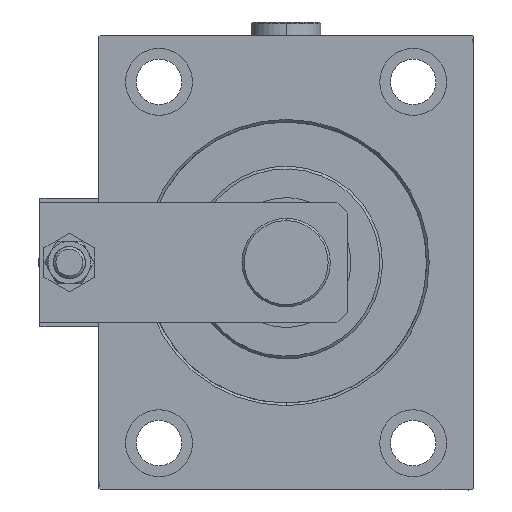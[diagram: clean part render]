
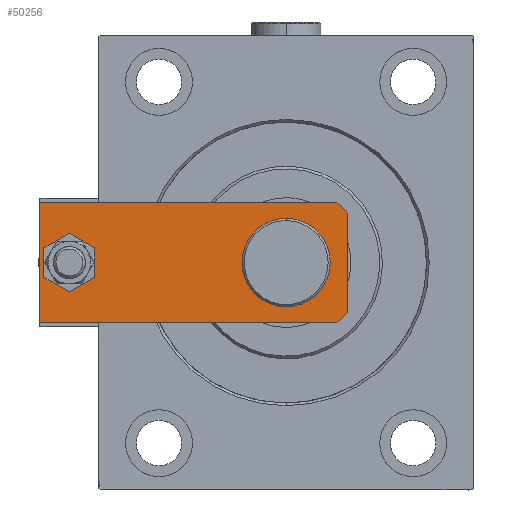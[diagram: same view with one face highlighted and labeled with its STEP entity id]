
A CAD part, left-side view. The second image highlights one B-rep face of the part: STEP entity #50256.
In plain terms, the highlighted face is planar.
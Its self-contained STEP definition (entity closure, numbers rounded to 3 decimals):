
#86 = AXIS2_PLACEMENT_3D ( 'NONE', #46876, #38540, #26548 ) ;
#342 = CARTESIAN_POINT ( 'NONE',  ( 16.5, 23., 12. ) ) ;
#402 = EDGE_CURVE ( 'NONE', #47236, #11596, #17451, .T. ) ;
#3050 = AXIS2_PLACEMENT_3D ( 'NONE', #50540, #7055, #50029 ) ;
#3681 = CARTESIAN_POINT ( 'NONE',  ( -16.5, 23., 12. ) ) ;
#3799 = CARTESIAN_POINT ( 'NONE',  ( -22.5, 0., 12. ) ) ;
#6431 = CARTESIAN_POINT ( 'NONE',  ( 9.25, -9.25, 12. ) ) ;
#6931 = CARTESIAN_POINT ( 'NONE',  ( 0., 104., 12. ) ) ;
#7055 = DIRECTION ( 'NONE',  ( 0., 0., 1. ) ) ;
#7904 = DIRECTION ( 'NONE',  ( 1., 0., 0. ) ) ;
#8383 = VERTEX_POINT ( 'NONE', #48004 ) ;
#8626 = CARTESIAN_POINT ( 'NONE',  ( -22.5, 115., 12. ) ) ;
#10012 = EDGE_LOOP ( 'NONE', ( #11684, #42884, #37283, #33579, #16928, #40951 ) ) ;
#10356 = EDGE_CURVE ( 'NONE', #8383, #11821, #23213, .T. ) ;
#10952 = FACE_OUTER_BOUND ( 'NONE', #10012, .T. ) ;
#11101 = EDGE_CURVE ( 'NONE', #51279, #31458, #15879, .T. ) ;
#11596 = VERTEX_POINT ( 'NONE', #15679 ) ;
#11684 = ORIENTED_EDGE ( 'NONE', *, *, #402, .T. ) ;
#11821 = VERTEX_POINT ( 'NONE', #49523 ) ;
#11873 = EDGE_CURVE ( 'NONE', #11596, #18616, #13830, .T. ) ;
#12424 = AXIS2_PLACEMENT_3D ( 'NONE', #35173, #27604, #15391 ) ;
#12582 = EDGE_CURVE ( 'NONE', #32187, #16736, #17633, .T. ) ;
#12996 = DIRECTION ( 'NONE',  ( 0., 0., 1. ) ) ;
#13830 = LINE ( 'NONE', #38295, #19249 ) ;
#13989 = EDGE_CURVE ( 'NONE', #41391, #8383, #21799, .T. ) ;
#14600 = PLANE ( 'NONE',  #3050 ) ;
#14637 = ORIENTED_EDGE ( 'NONE', *, *, #51321, .F. ) ;
#15252 = LINE ( 'NONE', #3799, #47690 ) ;
#15391 = DIRECTION ( 'NONE',  ( 1., 0., 0. ) ) ;
#15679 = CARTESIAN_POINT ( 'NONE',  ( -22.5, 4., 12. ) ) ;
#15722 = EDGE_LOOP ( 'NONE', ( #32160, #14637 ) ) ;
#15879 = CIRCLE ( 'NONE', #86, 16.5 ) ;
#16378 = CARTESIAN_POINT ( 'NONE',  ( 22.5, 115., 12. ) ) ;
#16736 = VERTEX_POINT ( 'NONE', #48742 ) ;
#16928 = ORIENTED_EDGE ( 'NONE', *, *, #10356, .T. ) ;
#17451 = LINE ( 'NONE', #8626, #46399 ) ;
#17633 = CIRCLE ( 'NONE', #48404, 7. ) ;
#18616 = VERTEX_POINT ( 'NONE', #43707 ) ;
#19249 = VECTOR ( 'NONE', #50025, 1000. ) ;
#19699 = EDGE_CURVE ( 'NONE', #18616, #41391, #15252, .T. ) ;
#20787 = DIRECTION ( 'NONE',  ( -1., 0., 0. ) ) ;
#21799 = LINE ( 'NONE', #6431, #35948 ) ;
#22057 = DIRECTION ( 'NONE',  ( 0.707, 0.707, 0. ) ) ;
#22496 = VECTOR ( 'NONE', #35708, 1000. ) ;
#23213 = LINE ( 'NONE', #51100, #22496 ) ;
#25116 = AXIS2_PLACEMENT_3D ( 'NONE', #43998, #12996, #28354 ) ;
#26248 = DIRECTION ( 'NONE',  ( 1., 0., 0. ) ) ;
#26305 = FACE_BOUND ( 'NONE', #15722, .T. ) ;
#26548 = DIRECTION ( 'NONE',  ( 1., 0., 0. ) ) ;
#26656 = CARTESIAN_POINT ( 'NONE',  ( -7., 104., 12. ) ) ;
#27604 = DIRECTION ( 'NONE',  ( 0., 0., 1. ) ) ;
#28354 = DIRECTION ( 'NONE',  ( 1., 0., 0. ) ) ;
#28817 = EDGE_LOOP ( 'NONE', ( #32428, #37524 ) ) ;
#29516 = EDGE_CURVE ( 'NONE', #11821, #47236, #32513, .T. ) ;
#31458 = VERTEX_POINT ( 'NONE', #342 ) ;
#32160 = ORIENTED_EDGE ( 'NONE', *, *, #12582, .F. ) ;
#32187 = VERTEX_POINT ( 'NONE', #26656 ) ;
#32428 = ORIENTED_EDGE ( 'NONE', *, *, #11101, .F. ) ;
#32513 = LINE ( 'NONE', #16378, #39016 ) ;
#33579 = ORIENTED_EDGE ( 'NONE', *, *, #13989, .T. ) ;
#35173 = CARTESIAN_POINT ( 'NONE',  ( 0., 104., 12. ) ) ;
#35685 = CIRCLE ( 'NONE', #12424, 7. ) ;
#35708 = DIRECTION ( 'NONE',  ( 0., 1., 0. ) ) ;
#35948 = VECTOR ( 'NONE', #22057, 1000. ) ;
#37283 = ORIENTED_EDGE ( 'NONE', *, *, #19699, .T. ) ;
#37409 = CARTESIAN_POINT ( 'NONE',  ( -22.5, 115., 12. ) ) ;
#37524 = ORIENTED_EDGE ( 'NONE', *, *, #39931, .F. ) ;
#38295 = CARTESIAN_POINT ( 'NONE',  ( -9.25, -9.25, 12. ) ) ;
#38427 = DIRECTION ( 'NONE',  ( 0., 0., 1. ) ) ;
#38540 = DIRECTION ( 'NONE',  ( 0., 0., 1. ) ) ;
#39016 = VECTOR ( 'NONE', #20787, 1000. ) ;
#39931 = EDGE_CURVE ( 'NONE', #31458, #51279, #47580, .T. ) ;
#40888 = DIRECTION ( 'NONE',  ( 0., -1., 0. ) ) ;
#40951 = ORIENTED_EDGE ( 'NONE', *, *, #29516, .T. ) ;
#41391 = VERTEX_POINT ( 'NONE', #42736 ) ;
#42736 = CARTESIAN_POINT ( 'NONE',  ( 18.5, 0., 12. ) ) ;
#42884 = ORIENTED_EDGE ( 'NONE', *, *, #11873, .T. ) ;
#43707 = CARTESIAN_POINT ( 'NONE',  ( -18.5, 0., 12. ) ) ;
#43998 = CARTESIAN_POINT ( 'NONE',  ( 0., 23., 12. ) ) ;
#46399 = VECTOR ( 'NONE', #40888, 1000. ) ;
#46876 = CARTESIAN_POINT ( 'NONE',  ( 0., 23., 12. ) ) ;
#47236 = VERTEX_POINT ( 'NONE', #37409 ) ;
#47580 = CIRCLE ( 'NONE', #25116, 16.5 ) ;
#47690 = VECTOR ( 'NONE', #26248, 1000. ) ;
#48004 = CARTESIAN_POINT ( 'NONE',  ( 22.5, 4., 12. ) ) ;
#48404 = AXIS2_PLACEMENT_3D ( 'NONE', #6931, #38427, #7904 ) ;
#48742 = CARTESIAN_POINT ( 'NONE',  ( 7., 104., 12. ) ) ;
#49523 = CARTESIAN_POINT ( 'NONE',  ( 22.5, 115., 12. ) ) ;
#49763 = FACE_BOUND ( 'NONE', #28817, .T. ) ;
#50025 = DIRECTION ( 'NONE',  ( 0.707, -0.707, 0. ) ) ;
#50029 = DIRECTION ( 'NONE',  ( 1., 0., 0. ) ) ;
#50256 = ADVANCED_FACE ( 'NONE', ( #26305, #10952, #49763 ), #14600, .T. ) ;
#50540 = CARTESIAN_POINT ( 'NONE',  ( 0., 0., 12. ) ) ;
#51100 = CARTESIAN_POINT ( 'NONE',  ( 22.5, 0., 12. ) ) ;
#51279 = VERTEX_POINT ( 'NONE', #3681 ) ;
#51321 = EDGE_CURVE ( 'NONE', #16736, #32187, #35685, .T. ) ;
